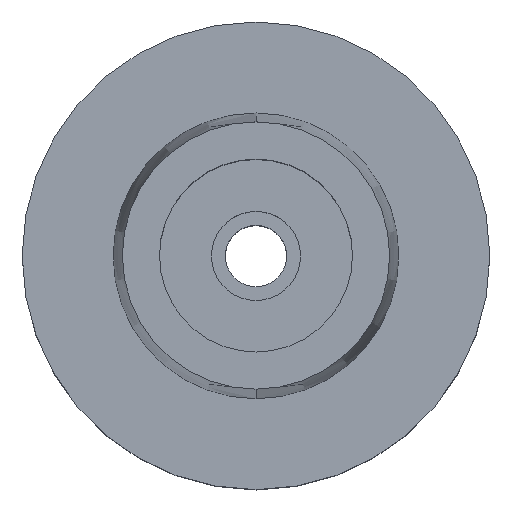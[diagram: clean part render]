
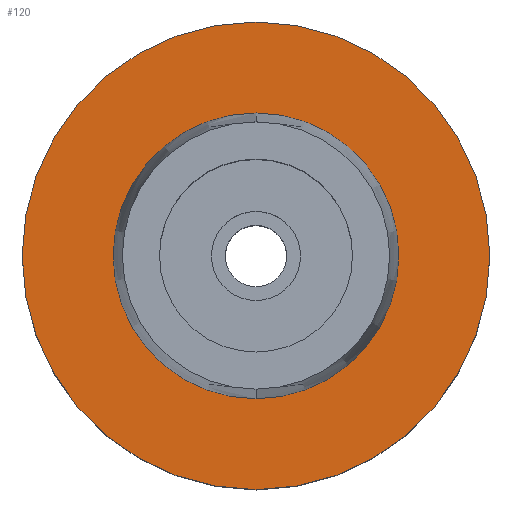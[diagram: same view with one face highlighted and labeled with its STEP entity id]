
A CAD part, top view. The second image highlights one B-rep face of the part: STEP entity #120.
In plain terms, the highlighted planar face has unit normal (0, 0, 1).
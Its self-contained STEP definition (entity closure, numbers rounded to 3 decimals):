
#2 = CARTESIAN_POINT ( 'NONE',  ( 0., 0., 0. ) ) ;
#26 = CARTESIAN_POINT ( 'NONE',  ( 0., -31.5, 0. ) ) ;
#120 = ADVANCED_FACE ( 'NONE', ( #144, #1015 ), #174, .T. ) ;
#144 = FACE_OUTER_BOUND ( 'NONE', #394, .T. ) ;
#174 = PLANE ( 'NONE',  #1578 ) ;
#204 = ORIENTED_EDGE ( 'NONE', *, *, #2573, .F. ) ;
#235 = VERTEX_POINT ( 'NONE', #26 ) ;
#296 = EDGE_CURVE ( 'NONE', #235, #1760, #2699, .T. ) ;
#337 = ORIENTED_EDGE ( 'NONE', *, *, #1123, .F. ) ;
#394 = EDGE_LOOP ( 'NONE', ( #337, #1514 ) ) ;
#461 = DIRECTION ( 'NONE',  ( 0., 0., 1. ) ) ;
#609 = DIRECTION ( 'NONE',  ( 0., 0., 1. ) ) ;
#694 = CARTESIAN_POINT ( 'NONE',  ( 0., 0., 0. ) ) ;
#698 = DIRECTION ( 'NONE',  ( 0., 1., 0. ) ) ;
#804 = CARTESIAN_POINT ( 'NONE',  ( 0., 19.25, 0. ) ) ;
#1015 = FACE_BOUND ( 'NONE', #2796, .T. ) ;
#1030 = CARTESIAN_POINT ( 'NONE',  ( 0., 0., 0. ) ) ;
#1048 = EDGE_CURVE ( 'NONE', #1381, #1627, #1585, .T. ) ;
#1123 = EDGE_CURVE ( 'NONE', #1760, #235, #2165, .T. ) ;
#1255 = AXIS2_PLACEMENT_3D ( 'NONE', #694, #2009, #2712 ) ;
#1377 = AXIS2_PLACEMENT_3D ( 'NONE', #1778, #461, #698 ) ;
#1381 = VERTEX_POINT ( 'NONE', #1457 ) ;
#1457 = CARTESIAN_POINT ( 'NONE',  ( 0., -19.25, 0. ) ) ;
#1489 = DIRECTION ( 'NONE',  ( 1., 0., 0. ) ) ;
#1514 = ORIENTED_EDGE ( 'NONE', *, *, #296, .F. ) ;
#1548 = DIRECTION ( 'NONE',  ( 0., 0., 1. ) ) ;
#1577 = DIRECTION ( 'NONE',  ( 0., 1., 0. ) ) ;
#1578 = AXIS2_PLACEMENT_3D ( 'NONE', #1030, #609, #1489 ) ;
#1585 = CIRCLE ( 'NONE', #1959, 19.25 ) ;
#1627 = VERTEX_POINT ( 'NONE', #804 ) ;
#1680 = CARTESIAN_POINT ( 'NONE',  ( 0., 31.5, 0. ) ) ;
#1760 = VERTEX_POINT ( 'NONE', #1680 ) ;
#1778 = CARTESIAN_POINT ( 'NONE',  ( 0., 0., 0. ) ) ;
#1959 = AXIS2_PLACEMENT_3D ( 'NONE', #2858, #1548, #2419 ) ;
#2009 = DIRECTION ( 'NONE',  ( 0., 0., -1. ) ) ;
#2165 = CIRCLE ( 'NONE', #2181, 31.5 ) ;
#2181 = AXIS2_PLACEMENT_3D ( 'NONE', #2, #2227, #1577 ) ;
#2227 = DIRECTION ( 'NONE',  ( 0., 0., -1. ) ) ;
#2238 = ORIENTED_EDGE ( 'NONE', *, *, #1048, .F. ) ;
#2291 = CIRCLE ( 'NONE', #1377, 19.25 ) ;
#2419 = DIRECTION ( 'NONE',  ( 0., -1., 0. ) ) ;
#2573 = EDGE_CURVE ( 'NONE', #1627, #1381, #2291, .T. ) ;
#2699 = CIRCLE ( 'NONE', #1255, 31.5 ) ;
#2712 = DIRECTION ( 'NONE',  ( 0., -1., 0. ) ) ;
#2796 = EDGE_LOOP ( 'NONE', ( #204, #2238 ) ) ;
#2858 = CARTESIAN_POINT ( 'NONE',  ( 0., 0., 0. ) ) ;
